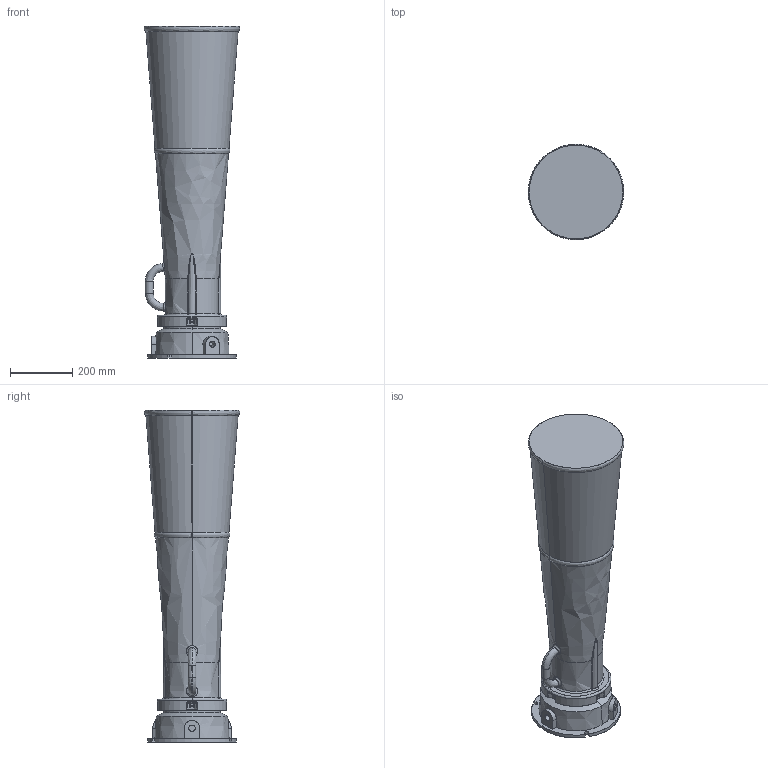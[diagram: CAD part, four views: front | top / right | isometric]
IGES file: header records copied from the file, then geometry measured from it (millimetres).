
Start section: SolidWorks IGES file using analytic representation for surfaces
Global section: file name: EV150.IGS; native system: SolidWorks 2017; preprocessor: SolidWorks 2017; author: AndyW; date: 171110.091505; units: inch
Bounding box: 306.99 x 306.69 x 1066.8 mm (x, y, z)
Surface area: 1051840.2 mm2 (no closed solid volume)
Topology: 0 solids, 0 shells, 211 faces, 3092 edges, 3088 vertices
Faces by surface type: revolution 117, bspline 94
